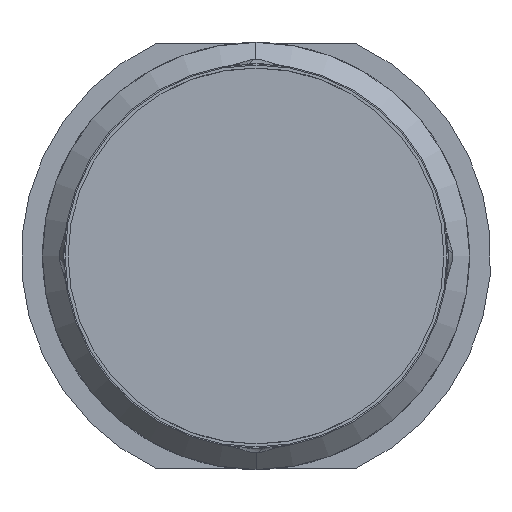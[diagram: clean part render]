
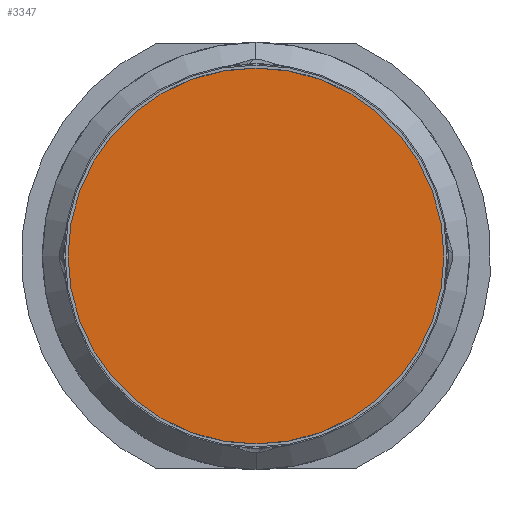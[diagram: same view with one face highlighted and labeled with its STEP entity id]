
A CAD part, front view. The second image highlights one B-rep face of the part: STEP entity #3347.
In plain terms, the highlighted planar face has unit normal (0, -1, 0).
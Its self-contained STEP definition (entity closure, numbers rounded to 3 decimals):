
#13 = CARTESIAN_POINT ( 'NONE',  ( 2.2, 0., 0. ) ) ;
#386 = ORIENTED_EDGE ( 'NONE', *, *, #577, .T. ) ;
#447 = EDGE_CURVE ( 'Defeature ausgef�hrt1_23+Defeature ausgef�hrt1_30+Defeature ausgef�hrt1_30+Defeature ausgef�hrt1_30', #3735, #918, #4490, .T. ) ;
#577 = EDGE_CURVE ( 'Defeature ausgef�hrt1_23+Defeature ausgef�hrt1_30+Defeature ausgef�hrt1_30+Defeature ausgef�hrt1_30', #918, #3735, #3304, .T. ) ;
#814 = CARTESIAN_POINT ( 'NONE',  ( 0., 0., -1.9 ) ) ;
#918 = VERTEX_POINT ( 'NONE', #3839 ) ;
#1124 = DIRECTION ( 'NONE',  ( -1., 0., 0. ) ) ;
#1362 = DIRECTION ( 'NONE',  ( 0., 1., 0. ) ) ;
#1490 = CARTESIAN_POINT ( 'NONE',  ( 0., 0., 0. ) ) ;
#1930 = AXIS2_PLACEMENT_3D ( 'NONE', #1490, #4433, #1124 ) ;
#2504 = AXIS2_PLACEMENT_3D ( 'NONE', #4079, #3279, #3297 ) ;
#3279 = DIRECTION ( 'NONE',  ( 0., -1., 0. ) ) ;
#3297 = DIRECTION ( 'NONE',  ( -1., 0., 0. ) ) ;
#3304 = CIRCLE ( 'NONE', #2504, 2.2 ) ;
#3347 = ADVANCED_FACE ( 'Defeature ausgef�hrt1_23', ( #5157 ), #4577, .F. ) ;
#3735 = VERTEX_POINT ( 'NONE', #13 ) ;
#3839 = CARTESIAN_POINT ( 'NONE',  ( -2.2, 0., 0. ) ) ;
#3985 = AXIS2_PLACEMENT_3D ( 'NONE', #814, #1362, #4302 ) ;
#4079 = CARTESIAN_POINT ( 'NONE',  ( 0., 0., 0. ) ) ;
#4302 = DIRECTION ( 'NONE',  ( 1., 0., 0. ) ) ;
#4433 = DIRECTION ( 'NONE',  ( 0., -1., 0. ) ) ;
#4490 = CIRCLE ( 'NONE', #1930, 2.2 ) ;
#4577 = PLANE ( 'NONE',  #3985 ) ;
#5157 = FACE_OUTER_BOUND ( 'NONE', #5173, .T. ) ;
#5173 = EDGE_LOOP ( 'NONE', ( #386, #5380 ) ) ;
#5380 = ORIENTED_EDGE ( 'NONE', *, *, #447, .T. ) ;
